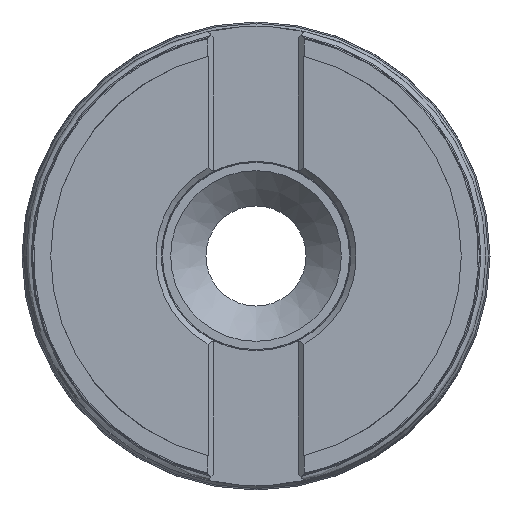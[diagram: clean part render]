
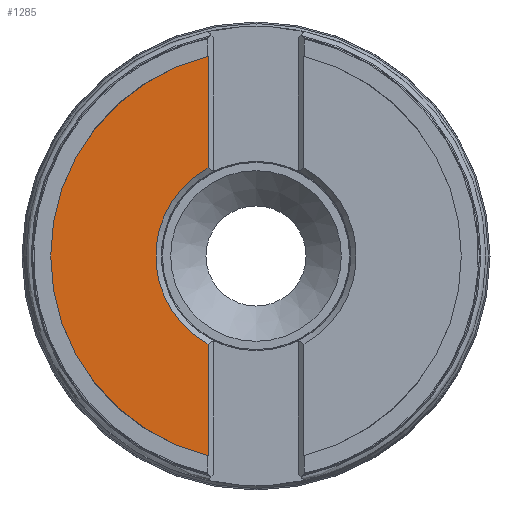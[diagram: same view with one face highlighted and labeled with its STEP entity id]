
A CAD part, left-side view. The second image highlights one B-rep face of the part: STEP entity #1285.
In plain terms, the highlighted planar face has unit normal (-1, 0, 0).
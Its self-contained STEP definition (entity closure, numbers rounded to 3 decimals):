
#9 = DIRECTION ( 'NONE',  ( 1., 0., 0. ) ) ;
#15 = DIRECTION ( 'NONE',  ( 0., 0., -1. ) ) ;
#390 = DIRECTION ( 'NONE',  ( 0., 0., 1. ) ) ;
#420 = VERTEX_POINT ( 'NONE', #2494 ) ;
#526 = CARTESIAN_POINT ( 'NONE',  ( -48.95, 8.15, 34.318 ) ) ;
#543 = AXIS2_PLACEMENT_3D ( 'NONE', #2343, #2333, #2323 ) ;
#545 = PLANE ( 'NONE',  #2168 ) ;
#655 = CIRCLE ( 'NONE', #1066, 34.877 ) ;
#812 = CARTESIAN_POINT ( 'NONE',  ( -48.95, 8.15, -14.948 ) ) ;
#936 = ORIENTED_EDGE ( 'NONE', *, *, #2462, .T. ) ;
#979 = EDGE_CURVE ( 'NONE', #1841, #1781, #1494, .T. ) ;
#1050 = ORIENTED_EDGE ( 'NONE', *, *, #979, .T. ) ;
#1066 = AXIS2_PLACEMENT_3D ( 'NONE', #1113, #1104, #1083 ) ;
#1083 = DIRECTION ( 'NONE',  ( 0., 1., 0. ) ) ;
#1102 = LINE ( 'NONE', #2786, #1747 ) ;
#1104 = DIRECTION ( 'NONE',  ( 1., 0., 0. ) ) ;
#1113 = CARTESIAN_POINT ( 'NONE',  ( -48.95, 0., 0. ) ) ;
#1209 = ORIENTED_EDGE ( 'NONE', *, *, #2568, .F. ) ;
#1285 = ADVANCED_FACE ( 'NONE', ( #1600 ), #545, .F. ) ;
#1494 = LINE ( 'NONE', #1658, #1517 ) ;
#1517 = VECTOR ( 'NONE', #390, 1000. ) ;
#1559 = EDGE_CURVE ( 'NONE', #1841, #1807, #655, .T. ) ;
#1600 = FACE_OUTER_BOUND ( 'NONE', #2487, .T. ) ;
#1623 = CARTESIAN_POINT ( 'NONE',  ( -48.95, 8.15, 33.911 ) ) ;
#1658 = CARTESIAN_POINT ( 'NONE',  ( -48.95, 8.15, -25.966 ) ) ;
#1747 = VECTOR ( 'NONE', #2617, 1000. ) ;
#1781 = VERTEX_POINT ( 'NONE', #812 ) ;
#1807 = VERTEX_POINT ( 'NONE', #1623 ) ;
#1841 = VERTEX_POINT ( 'NONE', #1921 ) ;
#1921 = CARTESIAN_POINT ( 'NONE',  ( -48.95, 8.15, -33.911 ) ) ;
#2153 = CIRCLE ( 'NONE', #543, 17.025 ) ;
#2168 = AXIS2_PLACEMENT_3D ( 'NONE', #526, #9, #15 ) ;
#2323 = DIRECTION ( 'NONE',  ( 0., 0., 1. ) ) ;
#2333 = DIRECTION ( 'NONE',  ( -1., 0., 0. ) ) ;
#2343 = CARTESIAN_POINT ( 'NONE',  ( -48.95, 0., 0. ) ) ;
#2462 = EDGE_CURVE ( 'NONE', #420, #1807, #1102, .T. ) ;
#2487 = EDGE_LOOP ( 'NONE', ( #936, #2638, #1050, #1209 ) ) ;
#2494 = CARTESIAN_POINT ( 'NONE',  ( -48.95, 8.15, 14.948 ) ) ;
#2568 = EDGE_CURVE ( 'NONE', #420, #1781, #2153, .T. ) ;
#2617 = DIRECTION ( 'NONE',  ( 0., 0., 1. ) ) ;
#2638 = ORIENTED_EDGE ( 'NONE', *, *, #1559, .F. ) ;
#2786 = CARTESIAN_POINT ( 'NONE',  ( -48.95, 8.15, 25.966 ) ) ;
